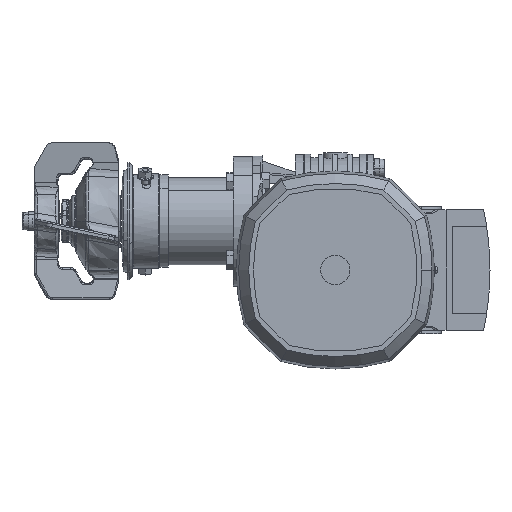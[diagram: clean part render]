
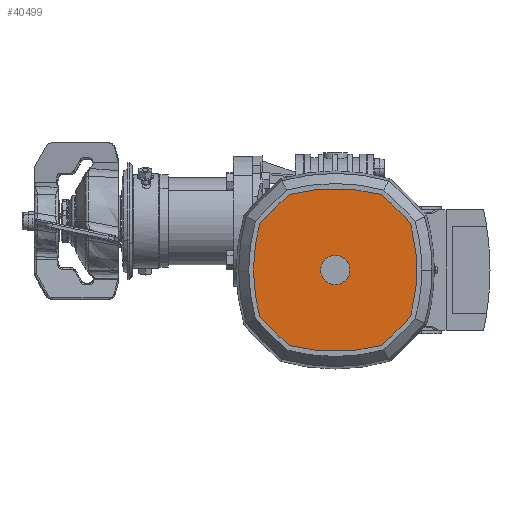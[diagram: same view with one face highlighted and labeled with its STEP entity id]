
A CAD part, left-side view. The second image highlights one B-rep face of the part: STEP entity #40499.
In plain terms, the highlighted planar face has unit normal (-1, 0, 0).
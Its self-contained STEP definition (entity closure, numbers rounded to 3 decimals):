
#15696 = CARTESIAN_POINT ( 'NONE',  ( -234., -78.22, -58.315 ) ) ;
#15697 = CARTESIAN_POINT ( 'NONE',  ( -234., -74.516, -30. ) ) ;
#15716 = DIRECTION ( 'NONE',  ( 0., 1., 0. ) ) ;
#15722 = DIRECTION ( 'NONE',  ( 0., 1., 0. ) ) ;
#15723 = DIRECTION ( 'NONE',  ( 1., 0., 0. ) ) ;
#15724 = CARTESIAN_POINT ( 'NONE',  ( -234., -124.6, -30. ) ) ;
#15725 = AXIS2_PLACEMENT_3D ( 'NONE', #15724, #15723, #15722 ) ;
#15726 = CIRCLE ( 'NONE', #15725, 9. ) ;
#15788 = CARTESIAN_POINT ( 'NONE',  ( -234., -115.6, -30. ) ) ;
#15789 = CARTESIAN_POINT ( 'NONE',  ( -234., -133.6, -30. ) ) ;
#15866 = DIRECTION ( 'NONE',  ( -1., 0., 0. ) ) ;
#15867 = CARTESIAN_POINT ( 'NONE',  ( -234., -184.6, -30. ) ) ;
#15868 = AXIS2_PLACEMENT_3D ( 'NONE', #15867, #15866, #15716 ) ;
#15869 = CIRCLE ( 'NONE', #15868, 110.084 ) ;
#40004 = EDGE_CURVE ( 'NONE', #40019, #40020, #15869, .T. ) ;
#40019 = VERTEX_POINT ( 'NONE', #15697 ) ;
#40020 = VERTEX_POINT ( 'NONE', #15696 ) ;
#40049 = VERTEX_POINT ( 'NONE', #15789 ) ;
#40050 = VERTEX_POINT ( 'NONE', #15788 ) ;
#40085 = EDGE_CURVE ( 'NONE', #40049, #40050, #15726, .T. ) ;
#40349 = ORIENTED_EDGE ( 'NONE', *, *, #40401, .T. ) ;
#40357 = ORIENTED_EDGE ( 'NONE', *, *, #40358, .T. ) ;
#40358 = EDGE_CURVE ( 'NONE', #40455, #40019, #50025, .T. ) ;
#40375 = VERTEX_POINT ( 'NONE', #50349 ) ;
#40396 = EDGE_LOOP ( 'NONE', ( #40397, #40357, #40466, #40437, #40438, #40417, #40467, #40440, #40349 ) ) ;
#40397 = ORIENTED_EDGE ( 'NONE', *, *, #40398, .T. ) ;
#40398 = EDGE_CURVE ( 'NONE', #40454, #40455, #50812, .T. ) ;
#40401 = EDGE_CURVE ( 'NONE', #40442, #40454, #50649, .T. ) ;
#40402 = EDGE_LOOP ( 'NONE', ( #40459, #40461 ) ) ;
#40403 = EDGE_CURVE ( 'NONE', #40510, #40502, #50642, .T. ) ;
#40417 = ORIENTED_EDGE ( 'NONE', *, *, #40418, .T. ) ;
#40418 = EDGE_CURVE ( 'NONE', #40502, #40439, #50585, .T. ) ;
#40433 = EDGE_CURVE ( 'NONE', #40020, #40510, #50947, .T. ) ;
#40437 = ORIENTED_EDGE ( 'NONE', *, *, #40433, .T. ) ;
#40438 = ORIENTED_EDGE ( 'NONE', *, *, #40403, .T. ) ;
#40439 = VERTEX_POINT ( 'NONE', #50926 ) ;
#40440 = ORIENTED_EDGE ( 'NONE', *, *, #40441, .T. ) ;
#40441 = EDGE_CURVE ( 'NONE', #40375, #40442, #50925, .T. ) ;
#40442 = VERTEX_POINT ( 'NONE', #50919 ) ;
#40454 = VERTEX_POINT ( 'NONE', #50886 ) ;
#40455 = VERTEX_POINT ( 'NONE', #50885 ) ;
#40459 = ORIENTED_EDGE ( 'NONE', *, *, #40460, .T. ) ;
#40460 = EDGE_CURVE ( 'NONE', #40050, #40049, #50872, .T. ) ;
#40461 = ORIENTED_EDGE ( 'NONE', *, *, #40085, .T. ) ;
#40466 = ORIENTED_EDGE ( 'NONE', *, *, #40004, .T. ) ;
#40467 = ORIENTED_EDGE ( 'NONE', *, *, #40468, .T. ) ;
#40468 = EDGE_CURVE ( 'NONE', #40439, #40375, #50863, .T. ) ;
#40499 = ADVANCED_FACE ( 'NONE', ( #50675, #50672 ), #50668, .T. ) ;
#40502 = VERTEX_POINT ( 'NONE', #50654 ) ;
#40510 = VERTEX_POINT ( 'NONE', #50556 ) ;
#50018 = DIRECTION ( 'NONE',  ( 0., 1., 0. ) ) ;
#50020 = DIRECTION ( 'NONE',  ( -1., 0., 0. ) ) ;
#50023 = AXIS2_PLACEMENT_3D ( 'NONE', #50035, #50020, #50018 ) ;
#50025 = CIRCLE ( 'NONE', #50023, 110.084 ) ;
#50035 = CARTESIAN_POINT ( 'NONE',  ( -234., -184.6, -30. ) ) ;
#50349 = CARTESIAN_POINT ( 'NONE',  ( -234., -170.98, -1.685 ) ) ;
#50556 = CARTESIAN_POINT ( 'NONE',  ( -234., -96.285, -76.38 ) ) ;
#50579 = DIRECTION ( 'NONE',  ( 0., 1., 0. ) ) ;
#50580 = DIRECTION ( 'NONE',  ( -1., 0., 0. ) ) ;
#50582 = CARTESIAN_POINT ( 'NONE',  ( -234., 7.577, 102.177 ) ) ;
#50584 = AXIS2_PLACEMENT_3D ( 'NONE', #50582, #50580, #50579 ) ;
#50585 = CIRCLE ( 'NONE', #50584, 240.084 ) ;
#50642 = CIRCLE ( 'NONE', #50720, 110.084 ) ;
#50646 = DIRECTION ( 'NONE',  ( 0., 1., 0. ) ) ;
#50647 = DIRECTION ( 'NONE',  ( -1., 0., 0. ) ) ;
#50648 = AXIS2_PLACEMENT_3D ( 'NONE', #50803, #50647, #50646 ) ;
#50649 = CIRCLE ( 'NONE', #50648, 110.084 ) ;
#50654 = CARTESIAN_POINT ( 'NONE',  ( -234., -152.915, -76.38 ) ) ;
#50664 = DIRECTION ( 'NONE',  ( 0., 1., 0. ) ) ;
#50665 = DIRECTION ( 'NONE',  ( -1., 0., 0. ) ) ;
#50666 = CARTESIAN_POINT ( 'NONE',  ( -234., -190.688, 66.088 ) ) ;
#50667 = AXIS2_PLACEMENT_3D ( 'NONE', #50666, #50665, #50664 ) ;
#50668 = PLANE ( 'NONE',  #50667 ) ;
#50672 = FACE_BOUND ( 'NONE', #40402, .T. ) ;
#50675 = FACE_OUTER_BOUND ( 'NONE', #40396, .T. ) ;
#50716 = DIRECTION ( 'NONE',  ( 0., 1., 0. ) ) ;
#50717 = DIRECTION ( 'NONE',  ( -1., 0., 0. ) ) ;
#50719 = CARTESIAN_POINT ( 'NONE',  ( -234., -124.6, 30. ) ) ;
#50720 = AXIS2_PLACEMENT_3D ( 'NONE', #50719, #50717, #50716 ) ;
#50803 = CARTESIAN_POINT ( 'NONE',  ( -234., -124.6, -90. ) ) ;
#50807 = DIRECTION ( 'NONE',  ( 0., 1., 0. ) ) ;
#50809 = DIRECTION ( 'NONE',  ( -1., 0., 0. ) ) ;
#50810 = CARTESIAN_POINT ( 'NONE',  ( -234., -256.777, -162.177 ) ) ;
#50811 = AXIS2_PLACEMENT_3D ( 'NONE', #50810, #50809, #50807 ) ;
#50812 = CIRCLE ( 'NONE', #50811, 240.084 ) ;
#50846 = DIRECTION ( 'NONE',  ( 0., 1., 0. ) ) ;
#50847 = DIRECTION ( 'NONE',  ( -1., 0., 0. ) ) ;
#50848 = CARTESIAN_POINT ( 'NONE',  ( -234., -64.6, -30. ) ) ;
#50849 = AXIS2_PLACEMENT_3D ( 'NONE', #50848, #50847, #50846 ) ;
#50863 = CIRCLE ( 'NONE', #50849, 110.084 ) ;
#50865 = DIRECTION ( 'NONE',  ( 0., 1., 0. ) ) ;
#50866 = DIRECTION ( 'NONE',  ( 1., 0., 0. ) ) ;
#50868 = CARTESIAN_POINT ( 'NONE',  ( -234., -124.6, -30. ) ) ;
#50870 = AXIS2_PLACEMENT_3D ( 'NONE', #50868, #50866, #50865 ) ;
#50872 = CIRCLE ( 'NONE', #50870, 9. ) ;
#50885 = CARTESIAN_POINT ( 'NONE',  ( -234., -78.22, -1.685 ) ) ;
#50886 = CARTESIAN_POINT ( 'NONE',  ( -234., -96.285, 16.38 ) ) ;
#50919 = CARTESIAN_POINT ( 'NONE',  ( -234., -152.915, 16.38 ) ) ;
#50920 = DIRECTION ( 'NONE',  ( 0., 1., 0. ) ) ;
#50921 = DIRECTION ( 'NONE',  ( -1., 0., 0. ) ) ;
#50923 = CARTESIAN_POINT ( 'NONE',  ( -234., 7.577, -162.177 ) ) ;
#50924 = AXIS2_PLACEMENT_3D ( 'NONE', #50923, #50921, #50920 ) ;
#50925 = CIRCLE ( 'NONE', #50924, 240.084 ) ;
#50926 = CARTESIAN_POINT ( 'NONE',  ( -234., -170.98, -58.315 ) ) ;
#50941 = DIRECTION ( 'NONE',  ( 0., 1., 0. ) ) ;
#50942 = DIRECTION ( 'NONE',  ( -1., 0., 0. ) ) ;
#50944 = CARTESIAN_POINT ( 'NONE',  ( -234., -256.777, 102.177 ) ) ;
#50945 = AXIS2_PLACEMENT_3D ( 'NONE', #50944, #50942, #50941 ) ;
#50947 = CIRCLE ( 'NONE', #50945, 240.084 ) ;
